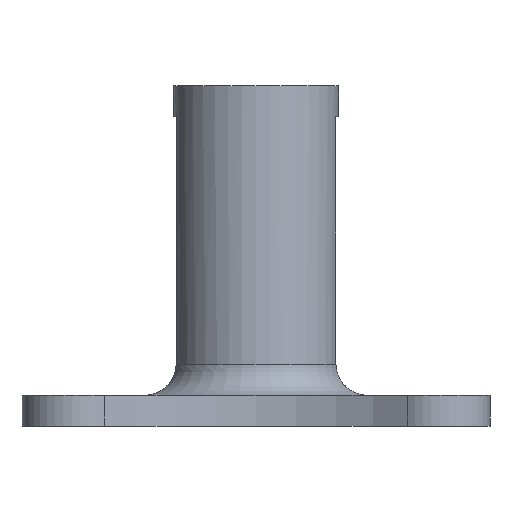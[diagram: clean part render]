
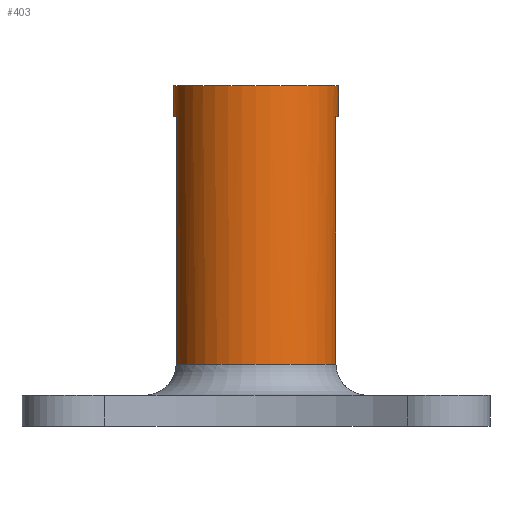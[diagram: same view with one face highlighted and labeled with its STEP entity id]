
A CAD part, front view. The second image highlights one B-rep face of the part: STEP entity #403.
In plain terms, the highlighted cylindrical face has radius 8 mm (diameter 16 mm), a partial arc.
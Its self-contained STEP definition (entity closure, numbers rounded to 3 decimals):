
#19 = ORIENTED_EDGE ( 'NONE', *, *, #1351, .F. ) ;
#42 = DIRECTION ( 'NONE',  ( 1., 0., 0. ) ) ;
#72 = DIRECTION ( 'NONE',  ( 0., 0., 1. ) ) ;
#82 = ORIENTED_EDGE ( 'NONE', *, *, #895, .T. ) ;
#109 = EDGE_CURVE ( 'NONE', #675, #1404, #147, .T. ) ;
#145 = CYLINDRICAL_SURFACE ( 'NONE', #1240, 8. ) ;
#147 = LINE ( 'NONE', #636, #733 ) ;
#165 = CARTESIAN_POINT ( 'NONE',  ( -8., 0., 33. ) ) ;
#201 = ORIENTED_EDGE ( 'NONE', *, *, #1239, .T. ) ;
#264 = CARTESIAN_POINT ( 'NONE',  ( 0., 0., 33. ) ) ;
#293 = CARTESIAN_POINT ( 'NONE',  ( -8., 0., 30. ) ) ;
#338 = VERTEX_POINT ( 'NONE', #1560 ) ;
#371 = FACE_OUTER_BOUND ( 'NONE', #727, .T. ) ;
#397 = CARTESIAN_POINT ( 'NONE',  ( 0., 0., 6. ) ) ;
#403 = ADVANCED_FACE ( 'NONE', ( #371 ), #145, .T. ) ;
#427 = CARTESIAN_POINT ( 'NONE',  ( 7.746, -2., 33. ) ) ;
#433 = DIRECTION ( 'NONE',  ( 1., 0., 0. ) ) ;
#439 = CARTESIAN_POINT ( 'NONE',  ( 8., 0., 33. ) ) ;
#448 = CIRCLE ( 'NONE', #528, 8. ) ;
#487 = ORIENTED_EDGE ( 'NONE', *, *, #109, .F. ) ;
#519 = VERTEX_POINT ( 'NONE', #646 ) ;
#528 = AXIS2_PLACEMENT_3D ( 'NONE', #1071, #572, #1438 ) ;
#536 = CARTESIAN_POINT ( 'NONE',  ( 7.746, -2., 6. ) ) ;
#540 = CARTESIAN_POINT ( 'NONE',  ( 0., 0., 30. ) ) ;
#544 = EDGE_CURVE ( 'NONE', #1168, #1544, #885, .T. ) ;
#572 = DIRECTION ( 'NONE',  ( 0., 0., 1. ) ) ;
#588 = ORIENTED_EDGE ( 'NONE', *, *, #544, .T. ) ;
#614 = AXIS2_PLACEMENT_3D ( 'NONE', #540, #1503, #433 ) ;
#636 = CARTESIAN_POINT ( 'NONE',  ( 8., 0., 33. ) ) ;
#640 = EDGE_CURVE ( 'NONE', #1544, #519, #690, .T. ) ;
#646 = CARTESIAN_POINT ( 'NONE',  ( -7.746, -2., 6. ) ) ;
#656 = DIRECTION ( 'NONE',  ( 0., 0., -1. ) ) ;
#675 = VERTEX_POINT ( 'NONE', #439 ) ;
#683 = ORIENTED_EDGE ( 'NONE', *, *, #1303, .F. ) ;
#690 = LINE ( 'NONE', #1172, #1260 ) ;
#707 = CIRCLE ( 'NONE', #614, 8. ) ;
#727 = EDGE_LOOP ( 'NONE', ( #487, #19, #1413, #588, #989, #82, #683, #201 ) ) ;
#733 = VECTOR ( 'NONE', #1479, 1000. ) ;
#747 = DIRECTION ( 'NONE',  ( 0., 0., -1. ) ) ;
#800 = DIRECTION ( 'NONE',  ( 0., 0., -1. ) ) ;
#840 = CARTESIAN_POINT ( 'NONE',  ( 8., 0., 30. ) ) ;
#885 = CIRCLE ( 'NONE', #1012, 8. ) ;
#895 = EDGE_CURVE ( 'NONE', #519, #1515, #999, .T. ) ;
#904 = DIRECTION ( 'NONE',  ( 0., 0., 1. ) ) ;
#989 = ORIENTED_EDGE ( 'NONE', *, *, #640, .T. ) ;
#999 = CIRCLE ( 'NONE', #1043, 8. ) ;
#1012 = AXIS2_PLACEMENT_3D ( 'NONE', #1013, #904, #42 ) ;
#1013 = CARTESIAN_POINT ( 'NONE',  ( 0., 0., 30. ) ) ;
#1038 = LINE ( 'NONE', #427, #1191 ) ;
#1043 = AXIS2_PLACEMENT_3D ( 'NONE', #397, #72, #1417 ) ;
#1049 = DIRECTION ( 'NONE',  ( 0., 0., -1. ) ) ;
#1061 = CARTESIAN_POINT ( 'NONE',  ( -8., 0., 33. ) ) ;
#1071 = CARTESIAN_POINT ( 'NONE',  ( 0., 0., 33. ) ) ;
#1168 = VERTEX_POINT ( 'NONE', #293 ) ;
#1169 = LINE ( 'NONE', #165, #1220 ) ;
#1172 = CARTESIAN_POINT ( 'NONE',  ( -7.746, -2., 33. ) ) ;
#1191 = VECTOR ( 'NONE', #800, 1000. ) ;
#1220 = VECTOR ( 'NONE', #656, 1000. ) ;
#1239 = EDGE_CURVE ( 'NONE', #338, #1404, #707, .T. ) ;
#1240 = AXIS2_PLACEMENT_3D ( 'NONE', #264, #747, #1360 ) ;
#1257 = CARTESIAN_POINT ( 'NONE',  ( -7.746, -2., 30. ) ) ;
#1260 = VECTOR ( 'NONE', #1049, 1000. ) ;
#1303 = EDGE_CURVE ( 'NONE', #338, #1515, #1038, .T. ) ;
#1318 = EDGE_CURVE ( 'NONE', #1451, #1168, #1169, .T. ) ;
#1351 = EDGE_CURVE ( 'NONE', #1451, #675, #448, .T. ) ;
#1360 = DIRECTION ( 'NONE',  ( -1., 0., 0. ) ) ;
#1404 = VERTEX_POINT ( 'NONE', #840 ) ;
#1413 = ORIENTED_EDGE ( 'NONE', *, *, #1318, .T. ) ;
#1417 = DIRECTION ( 'NONE',  ( 1., 0., 0. ) ) ;
#1438 = DIRECTION ( 'NONE',  ( 1., 0., 0. ) ) ;
#1451 = VERTEX_POINT ( 'NONE', #1061 ) ;
#1479 = DIRECTION ( 'NONE',  ( 0., 0., -1. ) ) ;
#1503 = DIRECTION ( 'NONE',  ( 0., 0., 1. ) ) ;
#1515 = VERTEX_POINT ( 'NONE', #536 ) ;
#1544 = VERTEX_POINT ( 'NONE', #1257 ) ;
#1560 = CARTESIAN_POINT ( 'NONE',  ( 7.746, -2., 30. ) ) ;
